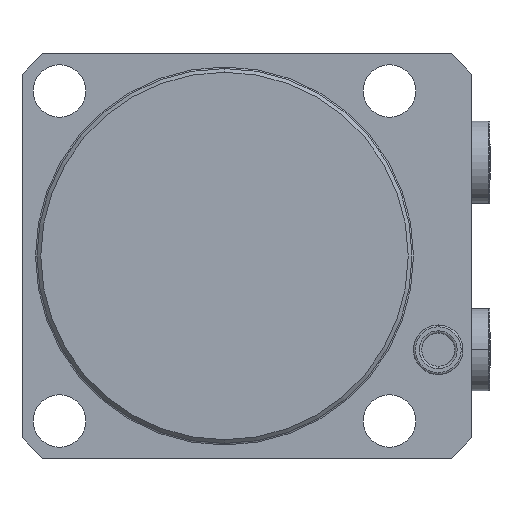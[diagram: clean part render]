
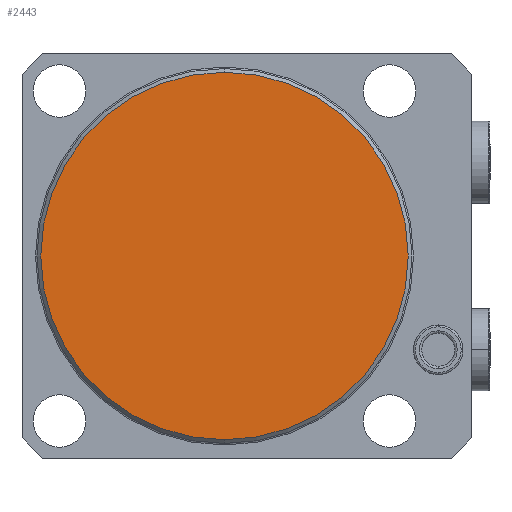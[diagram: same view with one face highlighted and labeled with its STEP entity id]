
A CAD part, front view. The second image highlights one B-rep face of the part: STEP entity #2443.
In plain terms, the highlighted planar face has unit normal (0, -1, 0).
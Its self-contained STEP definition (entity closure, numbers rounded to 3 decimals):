
#111 = EDGE_CURVE ( 'NONE', #538, #650, #5142, .T. ) ;
#538 = VERTEX_POINT ( 'NONE', #7031 ) ;
#650 = VERTEX_POINT ( 'NONE', #6757 ) ;
#2443 = ADVANCED_FACE ( 'NONE', ( #4600 ), #3456, .F. ) ;
#2574 = CIRCLE ( 'NONE', #5775, 49. ) ;
#3446 = DIRECTION ( 'NONE',  ( 0., 0., 1. ) ) ;
#3451 = DIRECTION ( 'NONE',  ( 0., 1., 0. ) ) ;
#3456 = PLANE ( 'NONE',  #6027 ) ;
#3483 = CARTESIAN_POINT ( 'NONE',  ( 0., -80., 0. ) ) ;
#3848 = DIRECTION ( 'NONE',  ( 0., 0., 1. ) ) ;
#3850 = DIRECTION ( 'NONE',  ( 0., -1., 0. ) ) ;
#3856 = CARTESIAN_POINT ( 'NONE',  ( 0., -80., 0. ) ) ;
#4600 = FACE_OUTER_BOUND ( 'NONE', #5409, .T. ) ;
#5142 = CIRCLE ( 'NONE', #8177, 49. ) ;
#5409 = EDGE_LOOP ( 'NONE', ( #6251, #6252 ) ) ;
#5775 = AXIS2_PLACEMENT_3D ( 'NONE', #7853, #7852, #7851 ) ;
#6027 = AXIS2_PLACEMENT_3D ( 'NONE', #3483, #3451, #3446 ) ;
#6251 = ORIENTED_EDGE ( 'NONE', *, *, #111, .T. ) ;
#6252 = ORIENTED_EDGE ( 'NONE', *, *, #8145, .T. ) ;
#6757 = CARTESIAN_POINT ( 'NONE',  ( 0., -80., -49. ) ) ;
#7031 = CARTESIAN_POINT ( 'NONE',  ( 0., -80., 49. ) ) ;
#7851 = DIRECTION ( 'NONE',  ( 0., 0., 1. ) ) ;
#7852 = DIRECTION ( 'NONE',  ( 0., -1., 0. ) ) ;
#7853 = CARTESIAN_POINT ( 'NONE',  ( 0., -80., 0. ) ) ;
#8145 = EDGE_CURVE ( 'NONE', #650, #538, #2574, .T. ) ;
#8177 = AXIS2_PLACEMENT_3D ( 'NONE', #3856, #3850, #3848 ) ;
